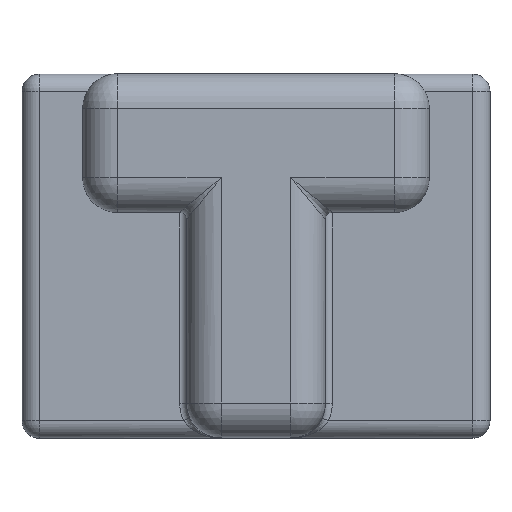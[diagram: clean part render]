
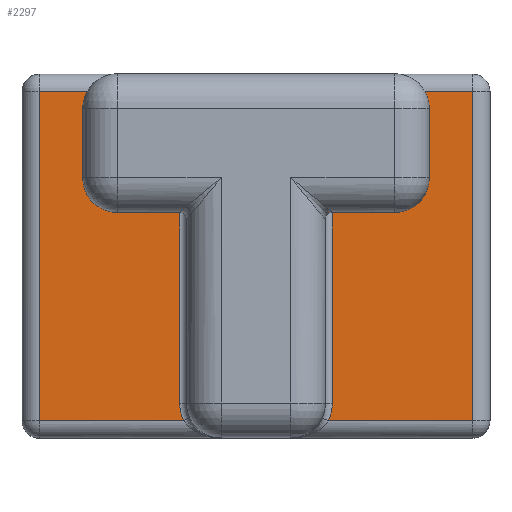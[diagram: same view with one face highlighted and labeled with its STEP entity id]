
A CAD part, top view. The second image highlights one B-rep face of the part: STEP entity #2297.
In plain terms, the highlighted planar face has unit normal (0, 0, 1).
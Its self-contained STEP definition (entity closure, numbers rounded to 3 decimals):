
#2111=AXIS2_PLACEMENT_3D('Circle Axis2P3D',#2109,#2110,$) ;
#2220=AXIS2_PLACEMENT_3D('Plane Axis2P3D',#2217,#2218,#2219) ;
#1411=CARTESIAN_POINT('Vertex',(4.659,0.5,9.2)) ;
#1414=CARTESIAN_POINT('Line Origine',(-0.641,0.5,9.2)) ;
#1418=CARTESIAN_POINT('Vertex',(0.5,0.5,9.2)) ;
#1438=CARTESIAN_POINT('Line Origine',(-0.641,0.5,9.2)) ;
#1442=CARTESIAN_POINT('Vertex',(8.841,0.5,9.2)) ;
#1444=CARTESIAN_POINT('Vertex',(13.,0.5,9.2)) ;
#1567=CARTESIAN_POINT('Vertex',(0.5,10.,9.2)) ;
#1570=CARTESIAN_POINT('Line Origine',(0.5,-0.21,9.2)) ;
#1628=CARTESIAN_POINT('Vertex',(13.,10.,9.2)) ;
#1636=CARTESIAN_POINT('Line Origine',(14.393,10.,9.2)) ;
#1700=CARTESIAN_POINT('Line Origine',(13.,-0.21,9.2)) ;
#2106=CARTESIAN_POINT('Vertex',(4.55,1.,9.2)) ;
#2109=CARTESIAN_POINT('Axis2P3D Location',(5.75,1.,9.2)) ;
#2217=CARTESIAN_POINT('Axis2P3D Location',(-0.27,-0.21,9.2)) ;
#2222=CARTESIAN_POINT('Line Origine',(8.95,4.5,9.2)) ;
#2226=CARTESIAN_POINT('Vertex',(8.95,8.,9.2)) ;
#2228=CARTESIAN_POINT('Vertex',(8.95,1.,9.2)) ;
#2232=CARTESIAN_POINT('Control Point',(8.95,1.,9.2)) ;
#2233=CARTESIAN_POINT('Control Point',(8.95,0.897,9.2)) ;
#2234=CARTESIAN_POINT('Control Point',(8.939,0.794,9.2)) ;
#2235=CARTESIAN_POINT('Control Point',(8.917,0.692,9.2)) ;
#2236=CARTESIAN_POINT('Control Point',(8.884,0.594,9.2)) ;
#2237=CARTESIAN_POINT('Control Point',(8.841,0.5,9.2)) ;
#2239=CARTESIAN_POINT('Line Origine',(4.55,4.5,9.2)) ;
#2243=CARTESIAN_POINT('Vertex',(4.55,8.,9.2)) ;
#2247=CARTESIAN_POINT('Control Point',(4.55,8.,9.2)) ;
#2248=CARTESIAN_POINT('Control Point',(4.55,8.082,9.2)) ;
#2249=CARTESIAN_POINT('Control Point',(4.562,8.164,9.2)) ;
#2250=CARTESIAN_POINT('Control Point',(4.586,8.244,9.2)) ;
#2251=CARTESIAN_POINT('Control Point',(4.657,8.393,9.2)) ;
#2252=CARTESIAN_POINT('Control Point',(4.767,8.517,9.2)) ;
#2253=CARTESIAN_POINT('Control Point',(4.831,8.57,9.2)) ;
#2254=CARTESIAN_POINT('Control Point',(4.95,8.642,9.2)) ;
#2255=CARTESIAN_POINT('Control Point',(5.083,8.683,9.2)) ;
#2256=CARTESIAN_POINT('Control Point',(5.138,8.694,9.2)) ;
#2257=CARTESIAN_POINT('Control Point',(5.194,8.7,9.2)) ;
#2258=CARTESIAN_POINT('Control Point',(5.25,8.7,9.2)) ;
#2259=CARTESIAN_POINT('Vertex',(5.25,8.7,9.2)) ;
#2262=CARTESIAN_POINT('Line Origine',(6.75,8.7,9.2)) ;
#2266=CARTESIAN_POINT('Vertex',(8.25,8.7,9.2)) ;
#2270=CARTESIAN_POINT('Control Point',(8.25,8.7,9.2)) ;
#2271=CARTESIAN_POINT('Control Point',(8.332,8.7,9.2)) ;
#2272=CARTESIAN_POINT('Control Point',(8.414,8.688,9.2)) ;
#2273=CARTESIAN_POINT('Control Point',(8.494,8.664,9.2)) ;
#2274=CARTESIAN_POINT('Control Point',(8.643,8.593,9.2)) ;
#2275=CARTESIAN_POINT('Control Point',(8.767,8.483,9.2)) ;
#2276=CARTESIAN_POINT('Control Point',(8.82,8.419,9.2)) ;
#2277=CARTESIAN_POINT('Control Point',(8.892,8.3,9.2)) ;
#2278=CARTESIAN_POINT('Control Point',(8.933,8.167,9.2)) ;
#2279=CARTESIAN_POINT('Control Point',(8.944,8.112,9.2)) ;
#2280=CARTESIAN_POINT('Control Point',(8.95,8.056,9.2)) ;
#2281=CARTESIAN_POINT('Control Point',(8.95,8.,9.2)) ;
#1415=DIRECTION('Vector Direction',(-1.,0.,0.)) ;
#1439=DIRECTION('Vector Direction',(-1.,0.,0.)) ;
#1571=DIRECTION('Vector Direction',(0.,-1.,0.)) ;
#1637=DIRECTION('Vector Direction',(1.,0.,0.)) ;
#1701=DIRECTION('Vector Direction',(0.,-1.,0.)) ;
#2110=DIRECTION('Axis2P3D Direction',(0.,0.,1.)) ;
#2218=DIRECTION('Axis2P3D Direction',(0.,0.,1.)) ;
#2219=DIRECTION('Axis2P3D XDirection',(1.,0.,0.)) ;
#2223=DIRECTION('Vector Direction',(0.,-1.,0.)) ;
#2240=DIRECTION('Vector Direction',(0.,1.,0.)) ;
#2263=DIRECTION('Vector Direction',(1.,0.,0.)) ;
#1416=VECTOR('Line Direction',#1415,1.) ;
#1440=VECTOR('Line Direction',#1439,1.) ;
#1572=VECTOR('Line Direction',#1571,1.) ;
#1638=VECTOR('Line Direction',#1637,1.) ;
#1702=VECTOR('Line Direction',#1701,1.) ;
#2224=VECTOR('Line Direction',#2223,1.) ;
#2241=VECTOR('Line Direction',#2240,1.) ;
#2264=VECTOR('Line Direction',#2263,1.) ;
#2284=ORIENTED_EDGE('',*,*,#2230,.T.) ;
#2285=ORIENTED_EDGE('',*,*,#2238,.T.) ;
#2286=ORIENTED_EDGE('',*,*,#1446,.T.) ;
#2287=ORIENTED_EDGE('',*,*,#1704,.T.) ;
#2288=ORIENTED_EDGE('',*,*,#1640,.T.) ;
#2289=ORIENTED_EDGE('',*,*,#1574,.T.) ;
#2290=ORIENTED_EDGE('',*,*,#1420,.T.) ;
#2291=ORIENTED_EDGE('',*,*,#2113,.T.) ;
#2292=ORIENTED_EDGE('',*,*,#2245,.T.) ;
#2293=ORIENTED_EDGE('',*,*,#2261,.T.) ;
#2294=ORIENTED_EDGE('',*,*,#2268,.T.) ;
#2295=ORIENTED_EDGE('',*,*,#2282,.T.) ;
#2297=ADVANCED_FACE('Hauptkoerper',(#2296),#2221,.T.) ;
#2231=B_SPLINE_CURVE_WITH_KNOTS('',5,(#2232,#2233,#2234,#2235,#2236,#2237),.UNSPECIFIED.,.F.,.U.,(6,6),(0.,0.729),.UNSPECIFIED.) ;
#2246=B_SPLINE_CURVE_WITH_KNOTS('',5,(#2247,#2248,#2249,#2250,#2251,#2252,#2253,#2254,#2255,#2256,#2257,#2258),.UNSPECIFIED.,.F.,.U.,(6,3,3,6),(0.,0.58,1.159,1.555),.UNSPECIFIED.) ;
#2269=B_SPLINE_CURVE_WITH_KNOTS('',5,(#2270,#2271,#2272,#2273,#2274,#2275,#2276,#2277,#2278,#2279,#2280,#2281),.UNSPECIFIED.,.F.,.U.,(6,3,3,6),(0.,0.58,1.159,1.555),.UNSPECIFIED.) ;
#2112=CIRCLE('generated circle',#2111,1.2) ;
#1420=EDGE_CURVE('',#1419,#1412,#1417,.F.) ;
#1446=EDGE_CURVE('',#1443,#1445,#1441,.F.) ;
#1574=EDGE_CURVE('',#1568,#1419,#1573,.T.) ;
#1640=EDGE_CURVE('',#1629,#1568,#1639,.F.) ;
#1704=EDGE_CURVE('',#1445,#1629,#1703,.F.) ;
#2113=EDGE_CURVE('',#1412,#2107,#2112,.F.) ;
#2230=EDGE_CURVE('',#2227,#2229,#2225,.T.) ;
#2238=EDGE_CURVE('',#2229,#1443,#2231,.T.) ;
#2245=EDGE_CURVE('',#2107,#2244,#2242,.T.) ;
#2261=EDGE_CURVE('',#2244,#2260,#2246,.T.) ;
#2268=EDGE_CURVE('',#2260,#2267,#2265,.T.) ;
#2282=EDGE_CURVE('',#2267,#2227,#2269,.T.) ;
#2283=EDGE_LOOP('',(#2284,#2285,#2286,#2287,#2288,#2289,#2290,#2291,#2292,#2293,#2294,#2295)) ;
#2296=FACE_OUTER_BOUND('',#2283,.T.) ;
#1417=LINE('Line',#1414,#1416) ;
#1441=LINE('Line',#1438,#1440) ;
#1573=LINE('Line',#1570,#1572) ;
#1639=LINE('Line',#1636,#1638) ;
#1703=LINE('Line',#1700,#1702) ;
#2225=LINE('Line',#2222,#2224) ;
#2242=LINE('Line',#2239,#2241) ;
#2265=LINE('Line',#2262,#2264) ;
#2221=PLANE('',#2220) ;
#1412=VERTEX_POINT('',#1411) ;
#1419=VERTEX_POINT('',#1418) ;
#1443=VERTEX_POINT('',#1442) ;
#1445=VERTEX_POINT('',#1444) ;
#1568=VERTEX_POINT('',#1567) ;
#1629=VERTEX_POINT('',#1628) ;
#2107=VERTEX_POINT('',#2106) ;
#2227=VERTEX_POINT('',#2226) ;
#2229=VERTEX_POINT('',#2228) ;
#2244=VERTEX_POINT('',#2243) ;
#2260=VERTEX_POINT('',#2259) ;
#2267=VERTEX_POINT('',#2266) ;
